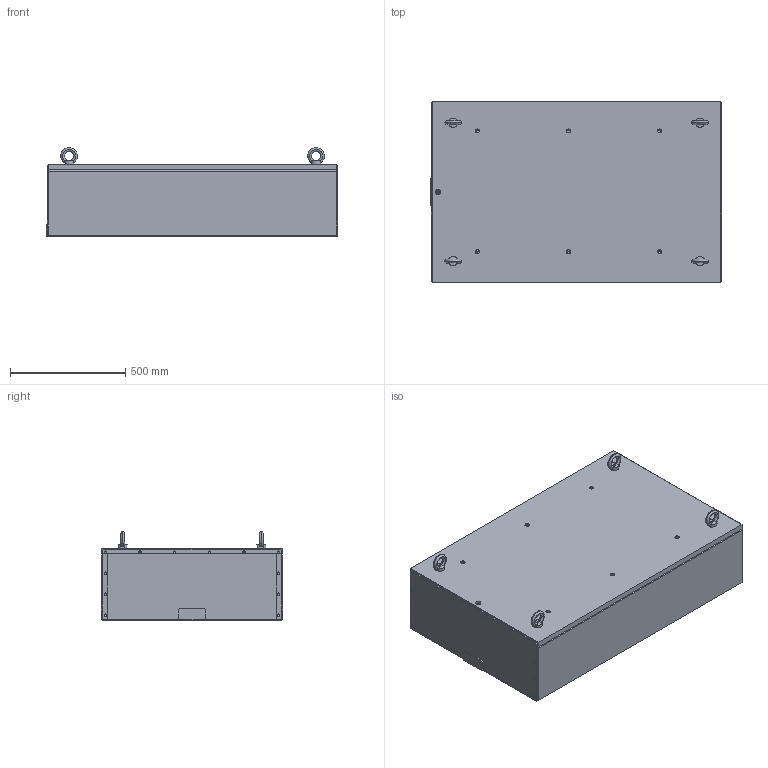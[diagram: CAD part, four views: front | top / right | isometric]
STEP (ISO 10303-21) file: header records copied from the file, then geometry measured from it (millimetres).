
FILE_DESCRIPTION(/* description */ (''),/* implementation_level */ '2;1');
FILE_NAME(/* name */ 'SVMF071200.stp',/* time_stamp */ '2023-02-02T10:50:22+01:00',/* author */ ('EN'),/* organization */ (''),/* preprocessor_version */ 'ST-DEVELOPER v18.1',/* originating_system */ 'Autodesk Inventor 2021',/* authorisation */ '');
FILE_SCHEMA (('AUTOMOTIVE_DESIGN { 1 0 10303 214 3 1 1 }'));
Length unit declared in the file: millimetre
Products named in the file (1): SVMF071200_Obal_1
Bounding box: 1265 x 785 x 384 mm (x, y, z)
Volume: 49689428.1 mm3; surface area: 6659957.1 mm2
Topology: 18 solids, 18 shells, 307 faces, 725 edges, 445 vertices
Faces by surface type: plane 175, cylinder 72, cone 40, bspline 16, torus 4
Full cylindrical faces by diameter (mm): 6.647 x2, 9 x1, 10 x12, 17.294 x10, 18.4 x4, 20 x10, 24 x1
Entity records: 11246 total; most frequent: CARTESIAN_POINT 3722, DIRECTION 1510, ORIENTED_EDGE 1426, EDGE_CURVE 713, AXIS2_PLACEMENT_3D 573, VERTEX_POINT 445, EDGE_LOOP 368, LINE 364
